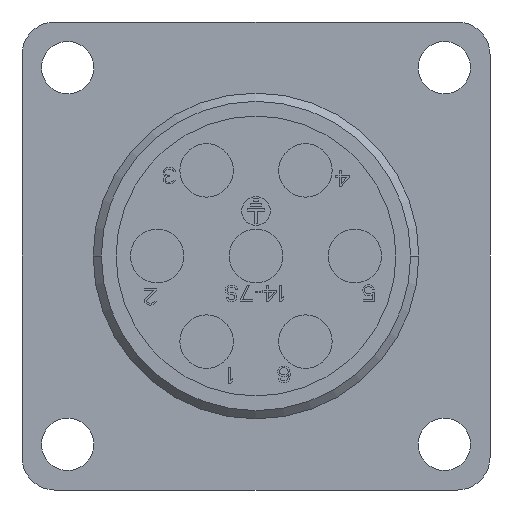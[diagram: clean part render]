
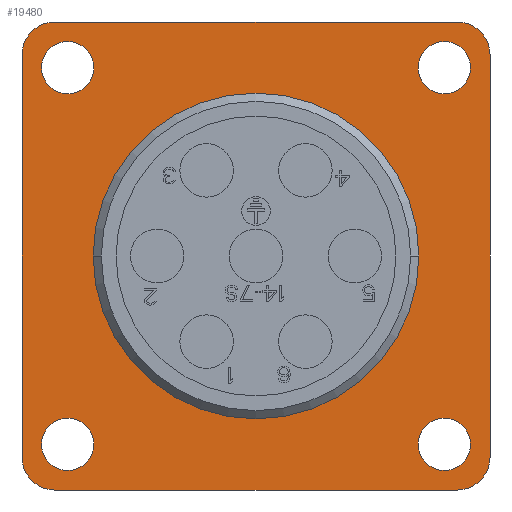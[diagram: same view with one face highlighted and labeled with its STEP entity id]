
A CAD part, front view. The second image highlights one B-rep face of the part: STEP entity #19480.
In plain terms, the highlighted planar face has unit normal (0, -1, 0).
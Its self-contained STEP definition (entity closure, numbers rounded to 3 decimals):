
#4516=CARTESIAN_POINT('',(-12.3,-2.3,-12.3));
#4517=DIRECTION('',(0.,-1.,0.));
#4518=DIRECTION('',(-1.,0.,0.));
#4519=AXIS2_PLACEMENT_3D('',#4516,#4517,#4518);
#4534=CARTESIAN_POINT('',(-12.3,-2.3,12.3));
#4535=DIRECTION('',(0.,-1.,0.));
#4536=DIRECTION('',(0.,0.,1.));
#4537=AXIS2_PLACEMENT_3D('',#4534,#4535,#4536);
#4552=CARTESIAN_POINT('',(12.3,-2.3,12.3));
#4553=DIRECTION('',(0.,-1.,0.));
#4554=DIRECTION('',(1.,0.,0.));
#4555=AXIS2_PLACEMENT_3D('',#4552,#4553,#4554);
#4570=CARTESIAN_POINT('',(12.3,-2.3,-12.3));
#4571=DIRECTION('',(0.,-1.,0.));
#4572=DIRECTION('',(0.,0.,-1.));
#4573=AXIS2_PLACEMENT_3D('',#4570,#4571,#4572);
#4584=DIRECTION('',(0.,0.,-1.));
#4585=VECTOR('',#4584,24.6);
#4586=CARTESIAN_POINT('',(-14.3,-2.3,12.3));
#4587=LINE('',#4586,#4585);
#4588=DIRECTION('',(-1.,0.,0.));
#4589=VECTOR('',#4588,24.6);
#4590=CARTESIAN_POINT('',(12.3,-2.3,14.3));
#4591=LINE('',#4590,#4589);
#4592=DIRECTION('',(0.,0.,1.));
#4593=VECTOR('',#4592,24.6);
#4594=CARTESIAN_POINT('',(14.3,-2.3,-12.3));
#4595=LINE('',#4594,#4593);
#4596=DIRECTION('',(1.,0.,0.));
#4597=VECTOR('',#4596,24.6);
#4598=CARTESIAN_POINT('',(-12.3,-2.3,-14.3));
#4599=LINE('',#4598,#4597);
#4600=CARTESIAN_POINT('',(0.,-2.3,0.));
#4601=DIRECTION('',(0.,-1.,0.));
#4602=DIRECTION('',(1.,0.,0.));
#4603=AXIS2_PLACEMENT_3D('',#4600,#4601,#4602);
#4605=CARTESIAN_POINT('',(0.,-2.3,0.));
#4606=DIRECTION('',(0.,-1.,0.));
#4607=DIRECTION('',(-1.,0.,0.));
#4608=AXIS2_PLACEMENT_3D('',#4605,#4606,#4607);
#4610=CARTESIAN_POINT('',(11.505,-2.3,11.505));
#4611=DIRECTION('',(0.,-1.,0.));
#4612=DIRECTION('',(1.,0.,0.));
#4613=AXIS2_PLACEMENT_3D('',#4610,#4611,#4612);
#4615=CARTESIAN_POINT('',(11.505,-2.3,11.505));
#4616=DIRECTION('',(0.,-1.,0.));
#4617=DIRECTION('',(-1.,0.,0.));
#4618=AXIS2_PLACEMENT_3D('',#4615,#4616,#4617);
#4620=CARTESIAN_POINT('',(-11.505,-2.3,11.505));
#4621=DIRECTION('',(0.,-1.,0.));
#4622=DIRECTION('',(1.,0.,0.));
#4623=AXIS2_PLACEMENT_3D('',#4620,#4621,#4622);
#4625=CARTESIAN_POINT('',(-11.505,-2.3,11.505));
#4626=DIRECTION('',(0.,-1.,0.));
#4627=DIRECTION('',(-1.,0.,0.));
#4628=AXIS2_PLACEMENT_3D('',#4625,#4626,#4627);
#4630=CARTESIAN_POINT('',(11.505,-2.3,-11.505));
#4631=DIRECTION('',(0.,-1.,0.));
#4632=DIRECTION('',(1.,0.,0.));
#4633=AXIS2_PLACEMENT_3D('',#4630,#4631,#4632);
#4635=CARTESIAN_POINT('',(11.505,-2.3,-11.505));
#4636=DIRECTION('',(0.,-1.,0.));
#4637=DIRECTION('',(-1.,0.,0.));
#4638=AXIS2_PLACEMENT_3D('',#4635,#4636,#4637);
#4640=CARTESIAN_POINT('',(-11.505,-2.3,-11.505));
#4641=DIRECTION('',(0.,-1.,0.));
#4642=DIRECTION('',(1.,0.,0.));
#4643=AXIS2_PLACEMENT_3D('',#4640,#4641,#4642);
#4645=CARTESIAN_POINT('',(-11.505,-2.3,-11.505));
#4646=DIRECTION('',(0.,-1.,0.));
#4647=DIRECTION('',(-1.,0.,0.));
#4648=AXIS2_PLACEMENT_3D('',#4645,#4646,#4647);
#10269=CARTESIAN_POINT('',(9.953,-2.3,0.));
#10270=CARTESIAN_POINT('',(-9.953,-2.3,0.));
#10271=VERTEX_POINT('',#10269);
#10272=VERTEX_POINT('',#10270);
#10273=CARTESIAN_POINT('',(-14.3,-2.3,-12.3));
#10275=VERTEX_POINT('',#10273);
#10277=CARTESIAN_POINT('',(-12.3,-2.3,-14.3));
#10278=VERTEX_POINT('',#10277);
#10281=CARTESIAN_POINT('',(-12.3,-2.3,14.3));
#10283=VERTEX_POINT('',#10281);
#10285=CARTESIAN_POINT('',(-14.3,-2.3,12.3));
#10286=VERTEX_POINT('',#10285);
#10289=CARTESIAN_POINT('',(14.3,-2.3,12.3));
#10291=VERTEX_POINT('',#10289);
#10293=CARTESIAN_POINT('',(12.3,-2.3,14.3));
#10294=VERTEX_POINT('',#10293);
#10297=CARTESIAN_POINT('',(12.3,-2.3,-14.3));
#10299=VERTEX_POINT('',#10297);
#10301=CARTESIAN_POINT('',(14.3,-2.3,-12.3));
#10302=VERTEX_POINT('',#10301);
#10321=CARTESIAN_POINT('',(13.105,-2.3,11.505));
#10322=CARTESIAN_POINT('',(9.905,-2.3,11.505));
#10323=VERTEX_POINT('',#10321);
#10324=VERTEX_POINT('',#10322);
#10325=CARTESIAN_POINT('',(-9.905,-2.3,11.505));
#10326=CARTESIAN_POINT('',(-13.105,-2.3,11.505));
#10327=VERTEX_POINT('',#10325);
#10328=VERTEX_POINT('',#10326);
#10337=CARTESIAN_POINT('',(13.105,-2.3,-11.505));
#10338=CARTESIAN_POINT('',(9.905,-2.3,-11.505));
#10339=VERTEX_POINT('',#10337);
#10340=VERTEX_POINT('',#10338);
#10341=CARTESIAN_POINT('',(-9.905,-2.3,-11.505));
#10342=CARTESIAN_POINT('',(-13.105,-2.3,-11.505));
#10343=VERTEX_POINT('',#10341);
#10344=VERTEX_POINT('',#10342);
#19435=CARTESIAN_POINT('',(0.,-2.3,0.));
#19436=DIRECTION('',(0.,-1.,0.));
#19437=DIRECTION('',(-1.,0.,0.));
#19438=AXIS2_PLACEMENT_3D('',#19435,#19436,#19437);
#19439=PLANE('',#19438);
#19440=ORIENTED_EDGE('',*,*,#19330,.F.);
#19441=ORIENTED_EDGE('',*,*,#19347,.F.);
#19442=ORIENTED_EDGE('',*,*,#19359,.F.);
#19443=ORIENTED_EDGE('',*,*,#19375,.F.);
#19444=ORIENTED_EDGE('',*,*,#19387,.F.);
#19445=ORIENTED_EDGE('',*,*,#19403,.F.);
#19446=ORIENTED_EDGE('',*,*,#19415,.F.);
#19447=ORIENTED_EDGE('',*,*,#19428,.F.);
#19448=EDGE_LOOP('',(#19440,#19441,#19442,#19443,#19444,#19445,#19446,#19447));
#19449=FACE_OUTER_BOUND('',#19448,.F.);
#19451=ORIENTED_EDGE('',*,*,#19450,.T.);
#19453=ORIENTED_EDGE('',*,*,#19452,.T.);
#19454=EDGE_LOOP('',(#19451,#19453));
#19455=FACE_BOUND('',#19454,.F.);
#19457=ORIENTED_EDGE('',*,*,#19456,.T.);
#19459=ORIENTED_EDGE('',*,*,#19458,.T.);
#19460=EDGE_LOOP('',(#19457,#19459));
#19461=FACE_BOUND('',#19460,.F.);
#19463=ORIENTED_EDGE('',*,*,#19462,.T.);
#19465=ORIENTED_EDGE('',*,*,#19464,.T.);
#19466=EDGE_LOOP('',(#19463,#19465));
#19467=FACE_BOUND('',#19466,.F.);
#19469=ORIENTED_EDGE('',*,*,#19468,.T.);
#19471=ORIENTED_EDGE('',*,*,#19470,.T.);
#19472=EDGE_LOOP('',(#19469,#19471));
#19473=FACE_BOUND('',#19472,.F.);
#19475=ORIENTED_EDGE('',*,*,#19474,.T.);
#19477=ORIENTED_EDGE('',*,*,#19476,.T.);
#19478=EDGE_LOOP('',(#19475,#19477));
#19479=FACE_BOUND('',#19478,.F.);
#19480=ADVANCED_FACE('',(#19449,#19455,#19461,#19467,#19473,#19479),#19439,.T.);
#4520=CIRCLE('',#4519,2.);
#4538=CIRCLE('',#4537,2.);
#4556=CIRCLE('',#4555,2.);
#4574=CIRCLE('',#4573,2.);
#4604=CIRCLE('',#4603,9.953);
#4609=CIRCLE('',#4608,9.953);
#4614=CIRCLE('',#4613,1.6);
#4619=CIRCLE('',#4618,1.6);
#4624=CIRCLE('',#4623,1.6);
#4629=CIRCLE('',#4628,1.6);
#4634=CIRCLE('',#4633,1.6);
#4639=CIRCLE('',#4638,1.6);
#4644=CIRCLE('',#4643,1.6);
#4649=CIRCLE('',#4648,1.6);
#19330=EDGE_CURVE('',#10275,#10278,#4520,.T.);
#19347=EDGE_CURVE('',#10286,#10275,#4587,.T.);
#19359=EDGE_CURVE('',#10283,#10286,#4538,.T.);
#19375=EDGE_CURVE('',#10294,#10283,#4591,.T.);
#19387=EDGE_CURVE('',#10291,#10294,#4556,.T.);
#19403=EDGE_CURVE('',#10302,#10291,#4595,.T.);
#19415=EDGE_CURVE('',#10299,#10302,#4574,.T.);
#19428=EDGE_CURVE('',#10278,#10299,#4599,.T.);
#19450=EDGE_CURVE('',#10271,#10272,#4604,.T.);
#19452=EDGE_CURVE('',#10272,#10271,#4609,.T.);
#19456=EDGE_CURVE('',#10323,#10324,#4614,.T.);
#19458=EDGE_CURVE('',#10324,#10323,#4619,.T.);
#19462=EDGE_CURVE('',#10327,#10328,#4624,.T.);
#19464=EDGE_CURVE('',#10328,#10327,#4629,.T.);
#19468=EDGE_CURVE('',#10339,#10340,#4634,.T.);
#19470=EDGE_CURVE('',#10340,#10339,#4639,.T.);
#19474=EDGE_CURVE('',#10343,#10344,#4644,.T.);
#19476=EDGE_CURVE('',#10344,#10343,#4649,.T.);
